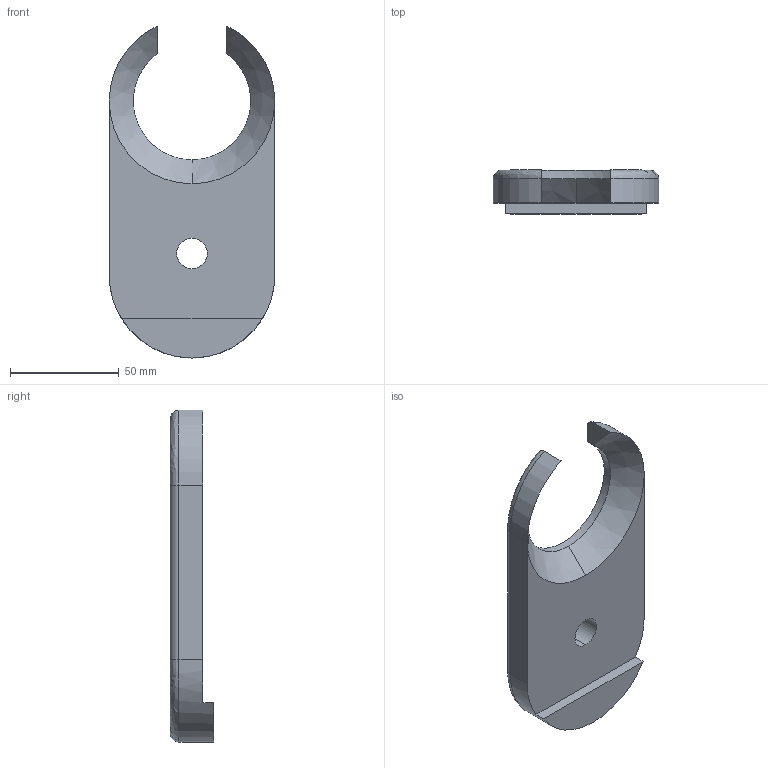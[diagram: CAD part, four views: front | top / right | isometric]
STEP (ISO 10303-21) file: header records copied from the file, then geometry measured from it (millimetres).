
FILE_DESCRIPTION (( 'STEP AP214' ), '1' );
FILE_NAME ('7410490', '2019-02-01T14:32:25', ( '' ), ('JUGARD+KÜNSTNER GmbH'), 'SwSTEP 2.0', 'SolidWorks 2017', '' );
FILE_SCHEMA (( 'AUTOMOTIVE_DESIGN' ));
Length unit declared in the file: millimetre
Products named in the file (1): 7410490_CNAJF00
Bounding box: 76 x 20 x 152.47 mm (x, y, z)
Volume: 110313.5 mm3; surface area: 23379.2 mm2
Topology: 1 solids, 1 shells, 22 faces, 54 edges, 34 vertices
Faces by surface type: cylinder 8, plane 8, bspline 4, cone 2
Entity records: 967 total; most frequent: CARTESIAN_POINT 419, ORIENTED_EDGE 108, DIRECTION 107, EDGE_CURVE 54, AXIS2_PLACEMENT_3D 42, VERTEX_POINT 34, EDGE_LOOP 24, VECTOR 23
